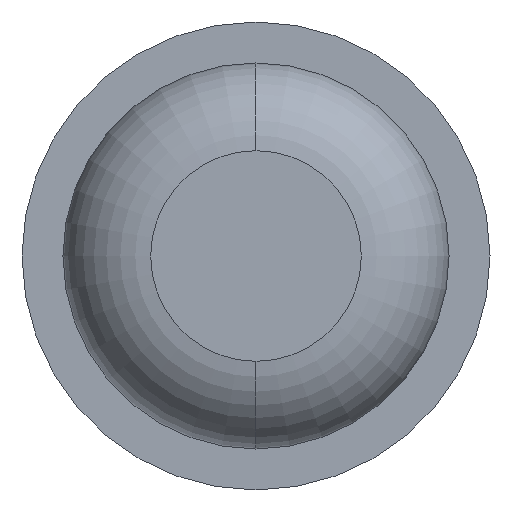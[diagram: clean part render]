
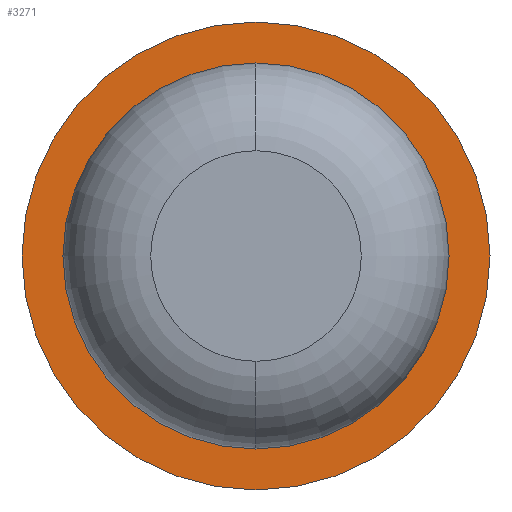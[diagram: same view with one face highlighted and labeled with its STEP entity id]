
A CAD part, front view. The second image highlights one B-rep face of the part: STEP entity #3271.
In plain terms, the highlighted planar face has unit normal (0, -1, 0).
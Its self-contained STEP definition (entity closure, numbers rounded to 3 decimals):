
#70 = CIRCLE ( 'NONE', #549, 0.825 ) ;
#222 = CARTESIAN_POINT ( 'NONE',  ( 0., -9., 0. ) ) ;
#285 = DIRECTION ( 'NONE',  ( 0., 1., 0. ) ) ;
#288 = VERTEX_POINT ( 'NONE', #3179 ) ;
#332 = FACE_OUTER_BOUND ( 'NONE', #3562, .T. ) ;
#549 = AXIS2_PLACEMENT_3D ( 'NONE', #222, #1490, #1849 ) ;
#562 = ORIENTED_EDGE ( 'NONE', *, *, #1606, .F. ) ;
#565 = VERTEX_POINT ( 'NONE', #1159 ) ;
#606 = DIRECTION ( 'NONE',  ( -1., 0., 0. ) ) ;
#619 = CARTESIAN_POINT ( 'NONE',  ( 0., -9., 0. ) ) ;
#800 = CARTESIAN_POINT ( 'NONE',  ( 0., -9., 0.825 ) ) ;
#913 = DIRECTION ( 'NONE',  ( 0., 1., 0. ) ) ;
#1070 = DIRECTION ( 'NONE',  ( -1., 0., 0. ) ) ;
#1083 = AXIS2_PLACEMENT_3D ( 'NONE', #619, #3560, #2988 ) ;
#1159 = CARTESIAN_POINT ( 'NONE',  ( 1., -9., 0. ) ) ;
#1163 = CIRCLE ( 'NONE', #1615, 0.825 ) ;
#1333 = EDGE_CURVE ( 'Defeature ausgef�hrt1_4+Defeature ausgef�hrt1_0+Defeature ausgef�hrt1_0+Defeature ausgef�hrt1_0', #2625, #2130, #1163, .T. ) ;
#1379 = EDGE_CURVE ( 'Defeature ausgef�hrt1_4+Defeature ausgef�hrt1_0+Defeature ausgef�hrt1_0+Defeature ausgef�hrt1_0', #2130, #2625, #70, .T. ) ;
#1490 = DIRECTION ( 'NONE',  ( 0., 1., 0. ) ) ;
#1606 = EDGE_CURVE ( 'Defeature ausgef�hrt1_5+Defeature ausgef�hrt1_4+Defeature ausgef�hrt1_4+Defeature ausgef�hrt1_4', #288, #565, #3856, .T. ) ;
#1615 = AXIS2_PLACEMENT_3D ( 'NONE', #3819, #285, #2039 ) ;
#1658 = ORIENTED_EDGE ( 'NONE', *, *, #1842, .F. ) ;
#1692 = DIRECTION ( 'NONE',  ( 0., 1., 0. ) ) ;
#1842 = EDGE_CURVE ( 'Defeature ausgef�hrt1_5+Defeature ausgef�hrt1_4+Defeature ausgef�hrt1_4+Defeature ausgef�hrt1_4', #565, #288, #3097, .T. ) ;
#1849 = DIRECTION ( 'NONE',  ( -1., 0., 0. ) ) ;
#1879 = ORIENTED_EDGE ( 'NONE', *, *, #1379, .T. ) ;
#2039 = DIRECTION ( 'NONE',  ( -1., 0., 0. ) ) ;
#2065 = ORIENTED_EDGE ( 'NONE', *, *, #1333, .T. ) ;
#2092 = AXIS2_PLACEMENT_3D ( 'NONE', #2560, #1692, #1070 ) ;
#2130 = VERTEX_POINT ( 'NONE', #800 ) ;
#2135 = AXIS2_PLACEMENT_3D ( 'NONE', #2413, #913, #606 ) ;
#2413 = CARTESIAN_POINT ( 'NONE',  ( 0.825, -9., 0. ) ) ;
#2436 = EDGE_LOOP ( 'NONE', ( #1879, #2065 ) ) ;
#2463 = CARTESIAN_POINT ( 'NONE',  ( 0., -9., -0.825 ) ) ;
#2487 = FACE_BOUND ( 'NONE', #2436, .T. ) ;
#2560 = CARTESIAN_POINT ( 'NONE',  ( 0., -9., 0. ) ) ;
#2625 = VERTEX_POINT ( 'NONE', #2463 ) ;
#2988 = DIRECTION ( 'NONE',  ( -1., 0., 0. ) ) ;
#3097 = CIRCLE ( 'NONE', #1083, 1. ) ;
#3179 = CARTESIAN_POINT ( 'NONE',  ( -1., -9., 0. ) ) ;
#3271 = ADVANCED_FACE ( 'Defeature ausgef�hrt1_4', ( #332, #2487 ), #3285, .F. ) ;
#3285 = PLANE ( 'NONE',  #2135 ) ;
#3560 = DIRECTION ( 'NONE',  ( 0., 1., 0. ) ) ;
#3562 = EDGE_LOOP ( 'NONE', ( #562, #1658 ) ) ;
#3819 = CARTESIAN_POINT ( 'NONE',  ( 0., -9., 0. ) ) ;
#3856 = CIRCLE ( 'NONE', #2092, 1. ) ;
